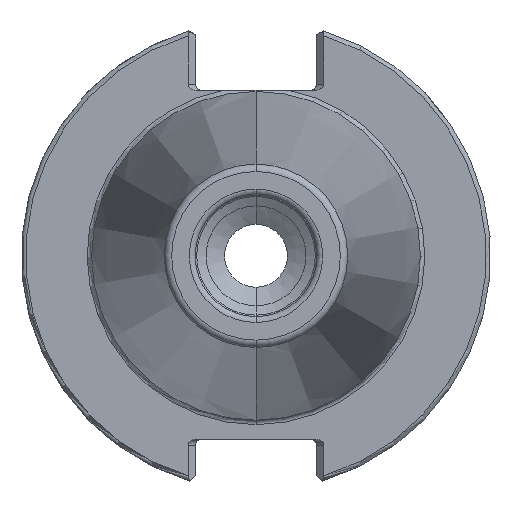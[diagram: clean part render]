
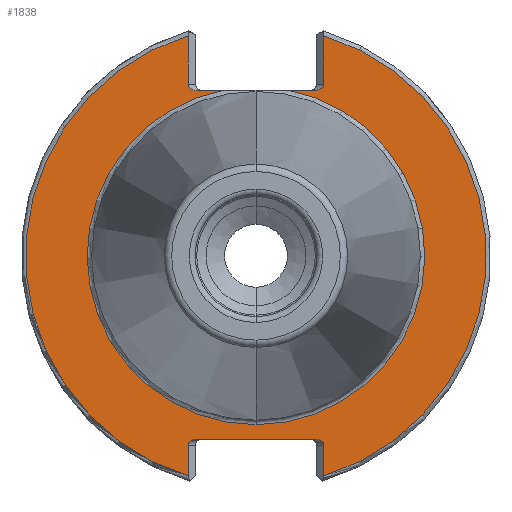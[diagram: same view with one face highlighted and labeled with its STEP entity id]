
A CAD part, left-side view. The second image highlights one B-rep face of the part: STEP entity #1838.
In plain terms, the highlighted planar face has unit normal (-1, 0, 0).
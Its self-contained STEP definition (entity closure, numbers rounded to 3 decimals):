
#8 = ORIENTED_EDGE ( 'NONE', *, *, #2646, .T. ) ;
#65 = VERTEX_POINT ( 'NONE', #1305 ) ;
#148 = CARTESIAN_POINT ( 'NONE',  ( 3.175, 9.18, -25.131 ) ) ;
#163 = EDGE_CURVE ( 'NONE', #4711, #224, #963, .T. ) ;
#186 = ORIENTED_EDGE ( 'NONE', *, *, #3332, .F. ) ;
#224 = VERTEX_POINT ( 'NONE', #3491 ) ;
#241 = CARTESIAN_POINT ( 'NONE',  ( 3.175, 0., 0. ) ) ;
#245 = LINE ( 'NONE', #3353, #4659 ) ;
#255 = ORIENTED_EDGE ( 'NONE', *, *, #4832, .F. ) ;
#295 = DIRECTION ( 'NONE',  ( 0., 0., 1. ) ) ;
#367 = EDGE_CURVE ( 'NONE', #988, #1573, #245, .T. ) ;
#390 = ORIENTED_EDGE ( 'NONE', *, *, #163, .T. ) ;
#422 = PLANE ( 'NONE',  #1422 ) ;
#551 = CIRCLE ( 'NONE', #4407, 22.825 ) ;
#577 = VECTOR ( 'NONE', #2513, 1000. ) ;
#640 = DIRECTION ( 'NONE',  ( 0., 0., 1. ) ) ;
#668 = EDGE_CURVE ( 'NONE', #988, #4711, #1289, .T. ) ;
#706 = CARTESIAN_POINT ( 'NONE',  ( 3.175, -9.18, -24.8 ) ) ;
#727 = CARTESIAN_POINT ( 'NONE',  ( 3.175, 0., 0. ) ) ;
#746 = CARTESIAN_POINT ( 'NONE',  ( 3.175, -9.18, 23.2 ) ) ;
#863 = LINE ( 'NONE', #2533, #989 ) ;
#872 = CARTESIAN_POINT ( 'NONE',  ( 3.175, -9.18, 23.2 ) ) ;
#945 = AXIS2_PLACEMENT_3D ( 'NONE', #4099, #1610, #4510 ) ;
#949 = ORIENTED_EDGE ( 'NONE', *, *, #2474, .F. ) ;
#963 = LINE ( 'NONE', #4444, #5236 ) ;
#976 = DIRECTION ( 'NONE',  ( 0., 0., 1. ) ) ;
#988 = VERTEX_POINT ( 'NONE', #3969 ) ;
#989 = VECTOR ( 'NONE', #2960, 1000. ) ;
#1000 = VERTEX_POINT ( 'NONE', #2715 ) ;
#1047 = EDGE_CURVE ( 'NONE', #4355, #1786, #4910, .T. ) ;
#1139 = DIRECTION ( 'NONE',  ( 0., 0., 1. ) ) ;
#1183 = CARTESIAN_POINT ( 'NONE',  ( 3.175, 0., -22.825 ) ) ;
#1232 = CARTESIAN_POINT ( 'NONE',  ( 3.175, -9.18, -25.131 ) ) ;
#1282 = CARTESIAN_POINT ( 'NONE',  ( 3.175, -8.049, 22.4 ) ) ;
#1289 = CIRCLE ( 'NONE', #2303, 31.15 ) ;
#1305 = CARTESIAN_POINT ( 'NONE',  ( 3.175, -9.18, -25.6 ) ) ;
#1399 = CARTESIAN_POINT ( 'NONE',  ( 3.175, 8.049, -24.8 ) ) ;
#1422 = AXIS2_PLACEMENT_3D ( 'NONE', #4138, #4565, #2068 ) ;
#1503 = VERTEX_POINT ( 'NONE', #4334 ) ;
#1573 = VERTEX_POINT ( 'NONE', #4787 ) ;
#1581 = VECTOR ( 'NONE', #4264, 1000. ) ;
#1592 = CARTESIAN_POINT ( 'NONE',  ( 3.175, 4.384, 22.4 ) ) ;
#1610 = DIRECTION ( 'NONE',  ( -1., 0., 0. ) ) ;
#1640 = LINE ( 'NONE', #1788, #4945 ) ;
#1669 = LINE ( 'NONE', #4593, #577 ) ;
#1752 = ORIENTED_EDGE ( 'NONE', *, *, #1047, .T. ) ;
#1774 = VERTEX_POINT ( 'NONE', #4513 ) ;
#1786 = VERTEX_POINT ( 'NONE', #3288 ) ;
#1788 = CARTESIAN_POINT ( 'NONE',  ( 3.175, -9.18, 0. ) ) ;
#1838 = ADVANCED_FACE ( 'NONE', ( #2432 ), #422, .F. ) ;
#1925 =( BOUNDED_CURVE ( )  B_SPLINE_CURVE ( 3, ( #5109, #148, #3895, #1399 ),
 .UNSPECIFIED., .F., .F. ) 
 B_SPLINE_CURVE_WITH_KNOTS ( ( 4, 4 ),
 ( 3.142, 4.712 ),
 .UNSPECIFIED. ) 
 CURVE ( )  GEOMETRIC_REPRESENTATION_ITEM ( )  RATIONAL_B_SPLINE_CURVE ( ( 1., 0.805, 0.805, 1. ) ) 
 REPRESENTATION_ITEM ( '' )  );
#1956 = CARTESIAN_POINT ( 'NONE',  ( 3.175, -8.049, 22.4 ) ) ;
#2006 = CARTESIAN_POINT ( 'NONE',  ( 3.175, 8.049, 22.4 ) ) ;
#2009 = VECTOR ( 'NONE', #3187, 1000. ) ;
#2047 = EDGE_CURVE ( 'NONE', #4548, #1000, #1669, .T. ) ;
#2068 = DIRECTION ( 'NONE',  ( 0., 0., -1. ) ) ;
#2107 =( BOUNDED_CURVE ( )  B_SPLINE_CURVE ( 3, ( #872, #2506, #4995, #1282 ),
 .UNSPECIFIED., .F., .F. ) 
 B_SPLINE_CURVE_WITH_KNOTS ( ( 4, 4 ),
 ( 3.142, 4.712 ),
 .UNSPECIFIED. ) 
 CURVE ( )  GEOMETRIC_REPRESENTATION_ITEM ( )  RATIONAL_B_SPLINE_CURVE ( ( 1., 0.805, 0.805, 1. ) ) 
 REPRESENTATION_ITEM ( '' )  );
#2190 = EDGE_CURVE ( 'NONE', #224, #4617, #1925, .T. ) ;
#2223 = ORIENTED_EDGE ( 'NONE', *, *, #2047, .T. ) ;
#2303 = AXIS2_PLACEMENT_3D ( 'NONE', #241, #3626, #295 ) ;
#2373 = EDGE_LOOP ( 'NONE', ( #390, #5305, #4208, #2969, #3122, #1752, #255, #8, #2223, #949, #186, #2838, #3228, #5015, #4113 ) ) ;
#2428 = CARTESIAN_POINT ( 'NONE',  ( 3.175, 9.18, 22.731 ) ) ;
#2432 = FACE_OUTER_BOUND ( 'NONE', #2373, .T. ) ;
#2433 = CARTESIAN_POINT ( 'NONE',  ( 3.175, -8.711, -24.8 ) ) ;
#2457 = VERTEX_POINT ( 'NONE', #1592 ) ;
#2474 = EDGE_CURVE ( 'NONE', #5147, #1000, #3412, .T. ) ;
#2491 = CARTESIAN_POINT ( 'NONE',  ( 3.175, 9.18, -29.767 ) ) ;
#2501 = EDGE_CURVE ( 'NONE', #1503, #1573, #4218, .T. ) ;
#2506 = CARTESIAN_POINT ( 'NONE',  ( 3.175, -9.18, 22.731 ) ) ;
#2513 = DIRECTION ( 'NONE',  ( 0., 1., 0. ) ) ;
#2533 = CARTESIAN_POINT ( 'NONE',  ( 3.175, -9.18, -31.75 ) ) ;
#2646 = EDGE_CURVE ( 'NONE', #3933, #4548, #2107, .T. ) ;
#2715 = CARTESIAN_POINT ( 'NONE',  ( 3.175, -4.384, 22.4 ) ) ;
#2719 = CARTESIAN_POINT ( 'NONE',  ( 3.175, 0., 0. ) ) ;
#2781 = DIRECTION ( 'NONE',  ( -1., 0., 0. ) ) ;
#2813 = LINE ( 'NONE', #3853, #1581 ) ;
#2838 = ORIENTED_EDGE ( 'NONE', *, *, #3020, .T. ) ;
#2851 = DIRECTION ( 'NONE',  ( 0., 0., 1. ) ) ;
#2960 = DIRECTION ( 'NONE',  ( 0., 0., 1. ) ) ;
#2969 = ORIENTED_EDGE ( 'NONE', *, *, #4666, .T. ) ;
#3020 = EDGE_CURVE ( 'NONE', #2457, #1503, #2813, .T. ) ;
#3122 = ORIENTED_EDGE ( 'NONE', *, *, #4159, .F. ) ;
#3131 = LINE ( 'NONE', #706, #2009 ) ;
#3187 = DIRECTION ( 'NONE',  ( 0., -1., 0. ) ) ;
#3228 = ORIENTED_EDGE ( 'NONE', *, *, #2501, .T. ) ;
#3288 = CARTESIAN_POINT ( 'NONE',  ( 3.175, -9.18, 29.767 ) ) ;
#3332 = EDGE_CURVE ( 'NONE', #2457, #5147, #551, .T. ) ;
#3353 = CARTESIAN_POINT ( 'NONE',  ( 3.175, 9.18, 0. ) ) ;
#3412 = CIRCLE ( 'NONE', #945, 22.825 ) ;
#3491 = CARTESIAN_POINT ( 'NONE',  ( 3.175, 9.18, -25.6 ) ) ;
#3626 = DIRECTION ( 'NONE',  ( -1., 0., 0. ) ) ;
#3642 = DIRECTION ( 'NONE',  ( -1., 0., 0. ) ) ;
#3696 = CARTESIAN_POINT ( 'NONE',  ( 3.175, 8.049, -24.8 ) ) ;
#3853 = CARTESIAN_POINT ( 'NONE',  ( 3.175, 22.825, 22.4 ) ) ;
#3884 = EDGE_CURVE ( 'NONE', #4617, #1774, #3131, .T. ) ;
#3895 = CARTESIAN_POINT ( 'NONE',  ( 3.175, 8.711, -24.8 ) ) ;
#3933 = VERTEX_POINT ( 'NONE', #746 ) ;
#3969 = CARTESIAN_POINT ( 'NONE',  ( 3.175, 9.18, 29.767 ) ) ;
#4099 = CARTESIAN_POINT ( 'NONE',  ( 3.175, 0., 0. ) ) ;
#4103 = CARTESIAN_POINT ( 'NONE',  ( 3.175, -8.049, -24.8 ) ) ;
#4113 = ORIENTED_EDGE ( 'NONE', *, *, #668, .T. ) ;
#4138 = CARTESIAN_POINT ( 'NONE',  ( 3.175, 22.825, 0. ) ) ;
#4142 = CARTESIAN_POINT ( 'NONE',  ( 3.175, -9.18, -25.6 ) ) ;
#4147 = DIRECTION ( 'NONE',  ( 0., 0., -1. ) ) ;
#4159 = EDGE_CURVE ( 'NONE', #4355, #65, #863, .T. ) ;
#4208 = ORIENTED_EDGE ( 'NONE', *, *, #3884, .T. ) ;
#4218 =( BOUNDED_CURVE ( )  B_SPLINE_CURVE ( 3, ( #2006, #4918, #2428, #5349 ),
 .UNSPECIFIED., .F., .T. ) 
 B_SPLINE_CURVE_WITH_KNOTS ( ( 4, 4 ),
 ( 4.712, 6.283 ),
 .UNSPECIFIED. ) 
 CURVE ( )  GEOMETRIC_REPRESENTATION_ITEM ( )  RATIONAL_B_SPLINE_CURVE ( ( 1., 0.805, 0.805, 1. ) ) 
 REPRESENTATION_ITEM ( '' )  );
#4264 = DIRECTION ( 'NONE',  ( 0., 1., 0. ) ) ;
#4334 = CARTESIAN_POINT ( 'NONE',  ( 3.175, 8.049, 22.4 ) ) ;
#4337 = CARTESIAN_POINT ( 'NONE',  ( 3.175, -9.18, -29.767 ) ) ;
#4355 = VERTEX_POINT ( 'NONE', #4337 ) ;
#4407 = AXIS2_PLACEMENT_3D ( 'NONE', #727, #3642, #1139 ) ;
#4444 = CARTESIAN_POINT ( 'NONE',  ( 3.175, 9.18, -31.75 ) ) ;
#4510 = DIRECTION ( 'NONE',  ( 0., 0., 1. ) ) ;
#4513 = CARTESIAN_POINT ( 'NONE',  ( 3.175, -8.049, -24.8 ) ) ;
#4548 = VERTEX_POINT ( 'NONE', #1956 ) ;
#4565 = DIRECTION ( 'NONE',  ( 1., 0., 0. ) ) ;
#4593 = CARTESIAN_POINT ( 'NONE',  ( 3.175, 22.825, 22.4 ) ) ;
#4617 = VERTEX_POINT ( 'NONE', #3696 ) ;
#4659 = VECTOR ( 'NONE', #4147, 1000. ) ;
#4666 = EDGE_CURVE ( 'NONE', #1774, #65, #5041, .T. ) ;
#4711 = VERTEX_POINT ( 'NONE', #2491 ) ;
#4787 = CARTESIAN_POINT ( 'NONE',  ( 3.175, 9.18, 23.2 ) ) ;
#4832 = EDGE_CURVE ( 'NONE', #3933, #1786, #1640, .T. ) ;
#4910 = CIRCLE ( 'NONE', #5279, 31.15 ) ;
#4918 = CARTESIAN_POINT ( 'NONE',  ( 3.175, 8.711, 22.4 ) ) ;
#4945 = VECTOR ( 'NONE', #976, 1000. ) ;
#4995 = CARTESIAN_POINT ( 'NONE',  ( 3.175, -8.711, 22.4 ) ) ;
#5015 = ORIENTED_EDGE ( 'NONE', *, *, #367, .F. ) ;
#5041 =( BOUNDED_CURVE ( )  B_SPLINE_CURVE ( 3, ( #4103, #2433, #1232, #4142 ),
 .UNSPECIFIED., .F., .F. ) 
 B_SPLINE_CURVE_WITH_KNOTS ( ( 4, 4 ),
 ( 4.712, 6.283 ),
 .UNSPECIFIED. ) 
 CURVE ( )  GEOMETRIC_REPRESENTATION_ITEM ( )  RATIONAL_B_SPLINE_CURVE ( ( 1., 0.805, 0.805, 1. ) ) 
 REPRESENTATION_ITEM ( '' )  );
#5109 = CARTESIAN_POINT ( 'NONE',  ( 3.175, 9.18, -25.6 ) ) ;
#5147 = VERTEX_POINT ( 'NONE', #1183 ) ;
#5236 = VECTOR ( 'NONE', #640, 1000. ) ;
#5279 = AXIS2_PLACEMENT_3D ( 'NONE', #2719, #2781, #2851 ) ;
#5305 = ORIENTED_EDGE ( 'NONE', *, *, #2190, .T. ) ;
#5349 = CARTESIAN_POINT ( 'NONE',  ( 3.175, 9.18, 23.2 ) ) ;
